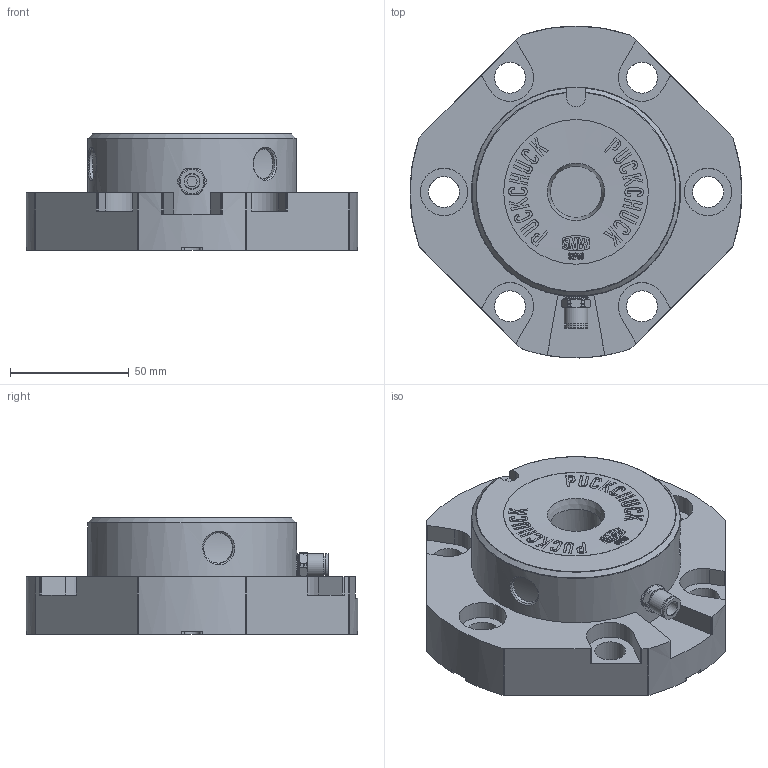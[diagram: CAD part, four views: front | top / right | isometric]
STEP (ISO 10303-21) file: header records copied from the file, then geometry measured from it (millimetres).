
FILE_DESCRIPTION(/* description */ ('','CAx-IF Rec.Pracs.---Representation and Presentation of Product Manufacturing Information (PMI)---4.0---2014-10-13'),/* implementation_level */ '2;1');
FILE_NAME(/* name */ '[S1958] Automatic PuckChuck.step',/* time_stamp */ '2025-02-05T12:09:31-05:00',/* author */ (''),/* organization */ (''),/* preprocessor_version */ 'ST-DEVELOPER v20',/* originating_system */ 'Autodesk Translation Framework v13.20.0.188',/* authorisation */ '');
FILE_SCHEMA (('AP242_MANAGED_MODEL_BASED_3D_ENGINEERING_MIM_LF { 1 0 10303 442 1 1 4 }'));
Length unit declared in the file: inch
Products named in the file (1): [S1958] Automatic PuckChuck
Bounding box: 139.7 x 139.68 x 49.02 mm (x, y, z)
Volume: 442682.9 mm3; surface area: 61656.9 mm2
Topology: 1 solids, 1 shells, 856 faces, 2364 edges, 1571 vertices
Faces by surface type: bspline 364, plane 330, cylinder 118, cone 42, torus 2
Full cylindrical faces by diameter (mm): 4.5 x3, 6.35 x1, 6.5 x6, 6.858 x1, 8.255 x1, 8.28 x1, 9.906 x2, 10.16 x1, 10.5 x6, 12.7 x1, 12.784 x3, 13.081 x6, 19.939 x2, 21.597 x1, 60.894 x1, 87.993 x1, 88.011 x1
Entity records: 34214 total; most frequent: CARTESIAN_POINT 15272, ORIENTED_EDGE 4728, DIRECTION 2602, EDGE_CURVE 2364, VERTEX_POINT 1571, LINE 1076, VECTOR 1076, EDGE_LOOP 929
